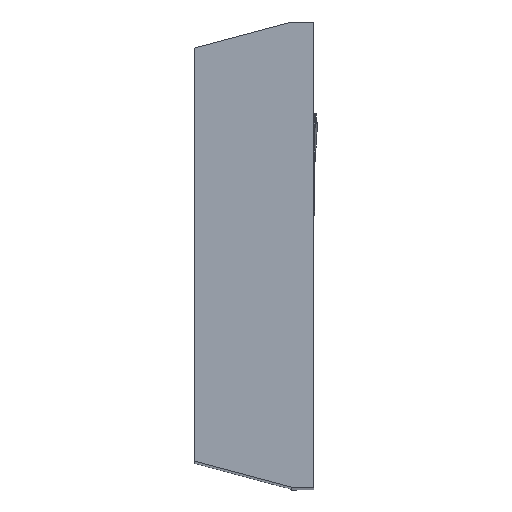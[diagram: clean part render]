
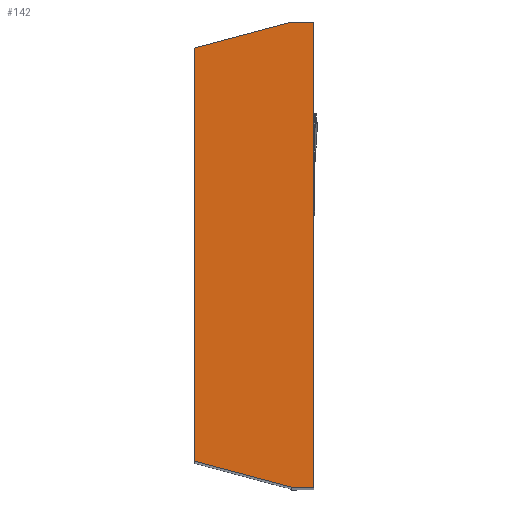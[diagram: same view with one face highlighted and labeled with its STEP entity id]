
A CAD part, top view. The second image highlights one B-rep face of the part: STEP entity #142.
In plain terms, the highlighted planar face has unit normal (0, 0, 1).
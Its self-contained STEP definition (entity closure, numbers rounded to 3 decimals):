
#142=ADVANCED_FACE('CU_SU_BACK',(#255),#218,.F.);
#218=PLANE('',#1709);
#255=FACE_OUTER_BOUND('',#332,.T.);
#332=EDGE_LOOP('',(#770,#771,#772,#773,#774,#775));
#467=LINE('',#2286,#594);
#488=LINE('',#2381,#615);
#489=LINE('',#2383,#616);
#490=LINE('',#2385,#617);
#491=LINE('',#2386,#618);
#492=LINE('',#2388,#619);
#594=VECTOR('',#1850,1.);
#615=VECTOR('',#1899,1.);
#616=VECTOR('',#1902,1.);
#617=VECTOR('',#1903,1.);
#618=VECTOR('',#1904,1.);
#619=VECTOR('',#1905,1.);
#770=ORIENTED_EDGE('',*,*,#1342,.T.);
#771=ORIENTED_EDGE('',*,*,#1343,.T.);
#772=ORIENTED_EDGE('',*,*,#1341,.F.);
#773=ORIENTED_EDGE('',*,*,#1344,.F.);
#774=ORIENTED_EDGE('',*,*,#1345,.F.);
#775=ORIENTED_EDGE('',*,*,#1306,.F.);
#1163=VERTEX_POINT('',#2285);
#1164=VERTEX_POINT('',#2287);
#1194=VERTEX_POINT('',#2378);
#1195=VERTEX_POINT('',#2380);
#1196=VERTEX_POINT('',#2384);
#1197=VERTEX_POINT('',#2387);
#1306=EDGE_CURVE('',#1163,#1164,#467,.T.);
#1341=EDGE_CURVE('',#1195,#1194,#488,.T.);
#1342=EDGE_CURVE('',#1163,#1196,#489,.T.);
#1343=EDGE_CURVE('',#1196,#1194,#490,.T.);
#1344=EDGE_CURVE('',#1197,#1195,#491,.T.);
#1345=EDGE_CURVE('',#1164,#1197,#492,.T.);
#1709=AXIS2_PLACEMENT_3D('',#2389,#1906,#1907);
#1850=DIRECTION('',(0.,-1.,0.));
#1899=DIRECTION('',(0.,1.,0.));
#1902=DIRECTION('',(-1.,0.,0.));
#1903=DIRECTION('',(-0.966,-0.259,0.));
#1904=DIRECTION('',(-0.966,0.259,0.));
#1905=DIRECTION('',(-1.,0.,0.));
#1906=DIRECTION('',(0.,0.,-1.));
#1907=DIRECTION('',(-1.,0.,0.));
#2285=CARTESIAN_POINT('',(0.,31.498,0.));
#2286=CARTESIAN_POINT('',(0.,-8.,0.));
#2287=CARTESIAN_POINT('',(0.,0.402,0.));
#2378=CARTESIAN_POINT('',(-8.,29.756,0.));
#2380=CARTESIAN_POINT('',(-8.,2.144,0.));
#2381=CARTESIAN_POINT('',(-8.,39.9,0.));
#2383=CARTESIAN_POINT('',(0.,31.498,0.));
#2384=CARTESIAN_POINT('',(-1.5,31.498,0.));
#2385=CARTESIAN_POINT('',(-1.5,31.498,0.));
#2386=CARTESIAN_POINT('',(-1.5,0.402,0.));
#2387=CARTESIAN_POINT('',(-1.5,0.402,0.));
#2388=CARTESIAN_POINT('',(0.,0.402,0.));
#2389=CARTESIAN_POINT('',(0.,0.,0.));
